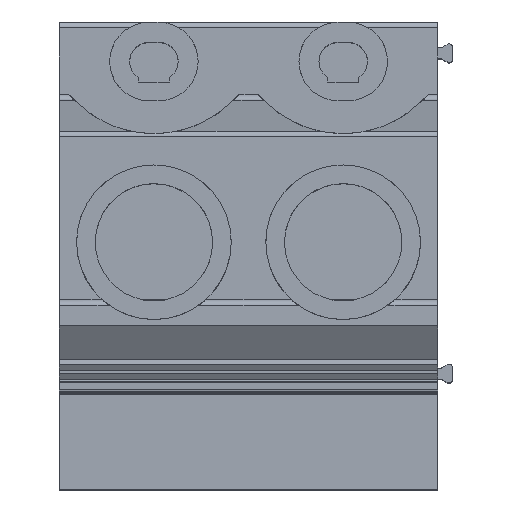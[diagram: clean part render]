
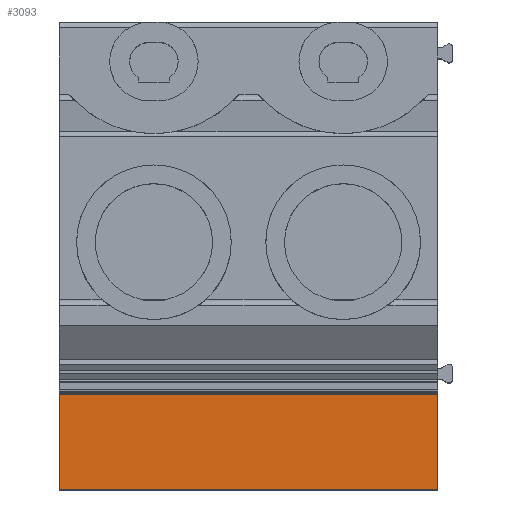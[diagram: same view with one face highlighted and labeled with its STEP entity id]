
A CAD part, top view. The second image highlights one B-rep face of the part: STEP entity #3093.
In plain terms, the highlighted planar face has unit normal (0, 0, 1).
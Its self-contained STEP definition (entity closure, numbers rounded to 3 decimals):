
#3080=AXIS2_PLACEMENT_3D('Plane Axis2P3D',#3077,#3078,#3079) ;
#1288=CARTESIAN_POINT('Vertex',(0.,0.,21.5)) ;
#1291=CARTESIAN_POINT('Line Origine',(0.,3.036,21.5)) ;
#1295=CARTESIAN_POINT('Vertex',(0.,6.072,21.5)) ;
#2466=CARTESIAN_POINT('Vertex',(20.32,6.072,21.5)) ;
#2469=CARTESIAN_POINT('Line Origine',(20.32,3.036,21.5)) ;
#2473=CARTESIAN_POINT('Vertex',(20.32,0.,21.5)) ;
#2997=CARTESIAN_POINT('Line Origine',(10.16,0.,21.5)) ;
#3077=CARTESIAN_POINT('Axis2P3D Location',(0.,6.072,21.5)) ;
#3082=CARTESIAN_POINT('Line Origine',(10.16,6.072,21.5)) ;
#1292=DIRECTION('Vector Direction',(0.,-1.,0.)) ;
#2470=DIRECTION('Vector Direction',(0.,-1.,0.)) ;
#2998=DIRECTION('Vector Direction',(1.,0.,0.)) ;
#3078=DIRECTION('Axis2P3D Direction',(0.,0.,1.)) ;
#3079=DIRECTION('Axis2P3D XDirection',(0.,-1.,0.)) ;
#3083=DIRECTION('Vector Direction',(1.,0.,0.)) ;
#1293=VECTOR('Line Direction',#1292,1.) ;
#2471=VECTOR('Line Direction',#2470,1.) ;
#2999=VECTOR('Line Direction',#2998,1.) ;
#3084=VECTOR('Line Direction',#3083,1.) ;
#3088=ORIENTED_EDGE('',*,*,#1297,.F.) ;
#3089=ORIENTED_EDGE('',*,*,#3001,.T.) ;
#3090=ORIENTED_EDGE('',*,*,#2475,.T.) ;
#3091=ORIENTED_EDGE('',*,*,#3086,.F.) ;
#3093=ADVANCED_FACE('_LUP 10.16/02/90V 5.0SN GY BX 2013930000',(#3092),#3081,.T.) ;
#1297=EDGE_CURVE('',#1289,#1296,#1294,.F.) ;
#2475=EDGE_CURVE('',#2474,#2467,#2472,.F.) ;
#3001=EDGE_CURVE('',#1289,#2474,#3000,.T.) ;
#3086=EDGE_CURVE('',#1296,#2467,#3085,.T.) ;
#3087=EDGE_LOOP('',(#3088,#3089,#3090,#3091)) ;
#3092=FACE_OUTER_BOUND('',#3087,.T.) ;
#1294=LINE('Line',#1291,#1293) ;
#2472=LINE('Line',#2469,#2471) ;
#3000=LINE('Line',#2997,#2999) ;
#3085=LINE('Line',#3082,#3084) ;
#3081=PLANE('',#3080) ;
#1289=VERTEX_POINT('',#1288) ;
#1296=VERTEX_POINT('',#1295) ;
#2467=VERTEX_POINT('',#2466) ;
#2474=VERTEX_POINT('',#2473) ;
